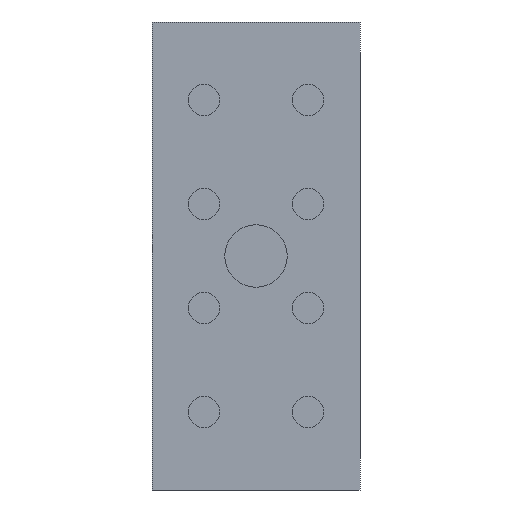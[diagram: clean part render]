
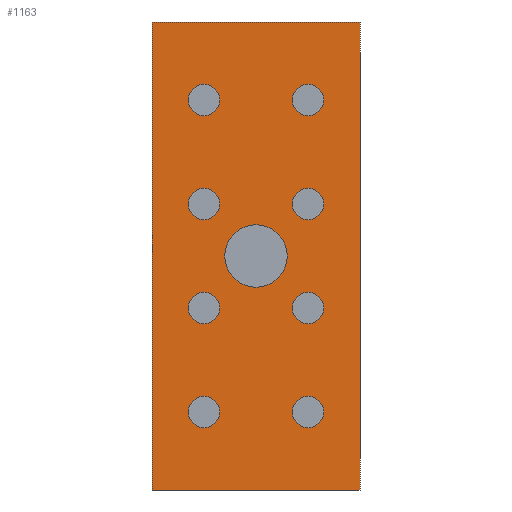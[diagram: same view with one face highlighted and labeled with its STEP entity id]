
A CAD part, left-side view. The second image highlights one B-rep face of the part: STEP entity #1163.
In plain terms, the highlighted planar face has unit normal (-1, 0, 0).
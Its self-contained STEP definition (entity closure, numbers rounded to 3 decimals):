
#24=FACE_BOUND('',#199,.T.);
#25=FACE_BOUND('',#200,.T.);
#26=FACE_BOUND('',#201,.T.);
#27=FACE_BOUND('',#202,.T.);
#28=FACE_BOUND('',#203,.T.);
#29=FACE_BOUND('',#204,.T.);
#30=FACE_BOUND('',#205,.T.);
#31=FACE_BOUND('',#206,.T.);
#32=FACE_BOUND('',#207,.T.);
#90=PLANE('',#1249);
#135=FACE_OUTER_BOUND('',#198,.T.);
#198=EDGE_LOOP('',(#932,#933,#934,#935));
#199=EDGE_LOOP('',(#936));
#200=EDGE_LOOP('',(#937));
#201=EDGE_LOOP('',(#938));
#202=EDGE_LOOP('',(#939));
#203=EDGE_LOOP('',(#940));
#204=EDGE_LOOP('',(#941));
#205=EDGE_LOOP('',(#942));
#206=EDGE_LOOP('',(#943));
#207=EDGE_LOOP('',(#944));
#346=LINE('',#1798,#466);
#347=LINE('',#1800,#467);
#348=LINE('',#1802,#468);
#349=LINE('',#1803,#469);
#466=VECTOR('',#1470,10.);
#467=VECTOR('',#1471,10.);
#468=VECTOR('',#1472,10.);
#469=VECTOR('',#1473,10.);
#507=CIRCLE('',#1202,1.5);
#509=CIRCLE('',#1205,1.5);
#511=CIRCLE('',#1208,1.5);
#513=CIRCLE('',#1211,1.5);
#515=CIRCLE('',#1214,1.5);
#517=CIRCLE('',#1217,1.5);
#519=CIRCLE('',#1220,1.5);
#521=CIRCLE('',#1223,3.);
#523=CIRCLE('',#1226,1.5);
#543=VERTEX_POINT('',#1595);
#545=VERTEX_POINT('',#1601);
#547=VERTEX_POINT('',#1607);
#549=VERTEX_POINT('',#1613);
#551=VERTEX_POINT('',#1619);
#553=VERTEX_POINT('',#1625);
#555=VERTEX_POINT('',#1631);
#557=VERTEX_POINT('',#1637);
#559=VERTEX_POINT('',#1643);
#617=VERTEX_POINT('',#1796);
#618=VERTEX_POINT('',#1797);
#619=VERTEX_POINT('',#1799);
#620=VERTEX_POINT('',#1801);
#647=EDGE_CURVE('',#543,#543,#507,.T.);
#650=EDGE_CURVE('',#545,#545,#509,.T.);
#653=EDGE_CURVE('',#547,#547,#511,.T.);
#656=EDGE_CURVE('',#549,#549,#513,.T.);
#659=EDGE_CURVE('',#551,#551,#515,.T.);
#662=EDGE_CURVE('',#553,#553,#517,.T.);
#665=EDGE_CURVE('',#555,#555,#519,.T.);
#668=EDGE_CURVE('',#557,#557,#521,.T.);
#671=EDGE_CURVE('',#559,#559,#523,.T.);
#744=EDGE_CURVE('',#617,#618,#346,.T.);
#745=EDGE_CURVE('',#618,#619,#347,.T.);
#746=EDGE_CURVE('',#620,#619,#348,.T.);
#747=EDGE_CURVE('',#617,#620,#349,.T.);
#932=ORIENTED_EDGE('',*,*,#744,.T.);
#933=ORIENTED_EDGE('',*,*,#745,.T.);
#934=ORIENTED_EDGE('',*,*,#746,.F.);
#935=ORIENTED_EDGE('',*,*,#747,.F.);
#936=ORIENTED_EDGE('',*,*,#671,.F.);
#937=ORIENTED_EDGE('',*,*,#668,.F.);
#938=ORIENTED_EDGE('',*,*,#665,.F.);
#939=ORIENTED_EDGE('',*,*,#662,.F.);
#940=ORIENTED_EDGE('',*,*,#659,.F.);
#941=ORIENTED_EDGE('',*,*,#656,.F.);
#942=ORIENTED_EDGE('',*,*,#653,.F.);
#943=ORIENTED_EDGE('',*,*,#650,.F.);
#944=ORIENTED_EDGE('',*,*,#647,.F.);
#1163=ADVANCED_FACE('',(#135,#24,#25,#26,#27,#28,#29,#30,#31,#32),#90,.T.);
#1202=AXIS2_PLACEMENT_3D('',#1596,#1295,#1296);
#1205=AXIS2_PLACEMENT_3D('',#1602,#1302,#1303);
#1208=AXIS2_PLACEMENT_3D('',#1608,#1309,#1310);
#1211=AXIS2_PLACEMENT_3D('',#1614,#1316,#1317);
#1214=AXIS2_PLACEMENT_3D('',#1620,#1323,#1324);
#1217=AXIS2_PLACEMENT_3D('',#1626,#1330,#1331);
#1220=AXIS2_PLACEMENT_3D('',#1632,#1337,#1338);
#1223=AXIS2_PLACEMENT_3D('',#1638,#1344,#1345);
#1226=AXIS2_PLACEMENT_3D('',#1644,#1351,#1352);
#1249=AXIS2_PLACEMENT_3D('',#1795,#1468,#1469);
#1295=DIRECTION('center_axis',(-1.,0.,0.));
#1296=DIRECTION('ref_axis',(0.,1.,0.));
#1302=DIRECTION('center_axis',(-1.,0.,0.));
#1303=DIRECTION('ref_axis',(0.,1.,0.));
#1309=DIRECTION('center_axis',(-1.,0.,0.));
#1310=DIRECTION('ref_axis',(0.,1.,0.));
#1316=DIRECTION('center_axis',(-1.,0.,0.));
#1317=DIRECTION('ref_axis',(0.,1.,0.));
#1323=DIRECTION('center_axis',(-1.,0.,0.));
#1324=DIRECTION('ref_axis',(0.,1.,0.));
#1330=DIRECTION('center_axis',(-1.,0.,0.));
#1331=DIRECTION('ref_axis',(0.,1.,0.));
#1337=DIRECTION('center_axis',(-1.,0.,0.));
#1338=DIRECTION('ref_axis',(0.,1.,0.));
#1344=DIRECTION('center_axis',(-1.,0.,0.));
#1345=DIRECTION('ref_axis',(0.,1.,0.));
#1351=DIRECTION('center_axis',(-1.,0.,0.));
#1352=DIRECTION('ref_axis',(0.,1.,0.));
#1468=DIRECTION('center_axis',(-1.,0.,0.));
#1469=DIRECTION('ref_axis',(0.,0.,1.));
#1470=DIRECTION('',(0.,0.,1.));
#1471=DIRECTION('',(0.,1.,0.));
#1472=DIRECTION('',(0.,0.,1.));
#1473=DIRECTION('',(0.,1.,0.));
#1595=CARTESIAN_POINT('',(-38.76,3.5,5.));
#1596=CARTESIAN_POINT('Origin',(-38.76,5.,5.));
#1601=CARTESIAN_POINT('',(-38.76,13.5,-5.));
#1602=CARTESIAN_POINT('Origin',(-38.76,15.,-5.));
#1607=CARTESIAN_POINT('',(-38.76,3.5,-15.));
#1608=CARTESIAN_POINT('Origin',(-38.76,5.,-15.));
#1613=CARTESIAN_POINT('',(-38.76,13.5,5.));
#1614=CARTESIAN_POINT('Origin',(-38.76,15.,5.));
#1619=CARTESIAN_POINT('',(-38.76,13.5,15.));
#1620=CARTESIAN_POINT('Origin',(-38.76,15.,15.));
#1625=CARTESIAN_POINT('',(-38.76,3.5,-5.));
#1626=CARTESIAN_POINT('Origin',(-38.76,5.,-5.));
#1631=CARTESIAN_POINT('',(-38.76,13.5,-15.));
#1632=CARTESIAN_POINT('Origin',(-38.76,15.,-15.));
#1637=CARTESIAN_POINT('',(-38.76,7.,0.));
#1638=CARTESIAN_POINT('Origin',(-38.76,10.,0.));
#1643=CARTESIAN_POINT('',(-38.76,3.5,15.));
#1644=CARTESIAN_POINT('Origin',(-38.76,5.,15.));
#1795=CARTESIAN_POINT('Origin',(-38.76,0.,-22.5));
#1796=CARTESIAN_POINT('',(-38.76,0.,-22.5));
#1797=CARTESIAN_POINT('',(-38.76,0.,22.5));
#1798=CARTESIAN_POINT('',(-38.76,0.,-22.5));
#1799=CARTESIAN_POINT('',(-38.76,20.,22.5));
#1800=CARTESIAN_POINT('',(-38.76,0.,22.5));
#1801=CARTESIAN_POINT('',(-38.76,20.,-22.5));
#1802=CARTESIAN_POINT('',(-38.76,20.,-22.5));
#1803=CARTESIAN_POINT('',(-38.76,0.,-22.5));
